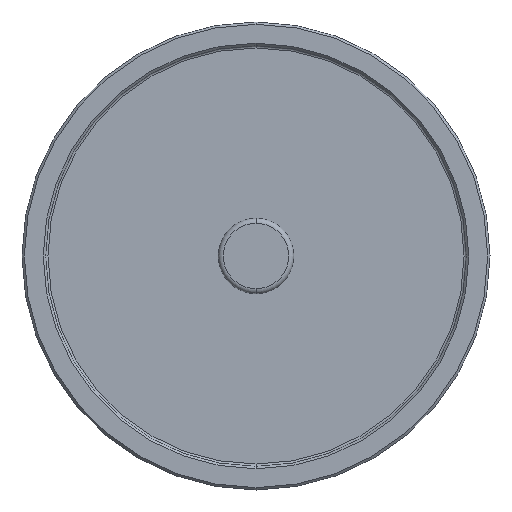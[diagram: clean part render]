
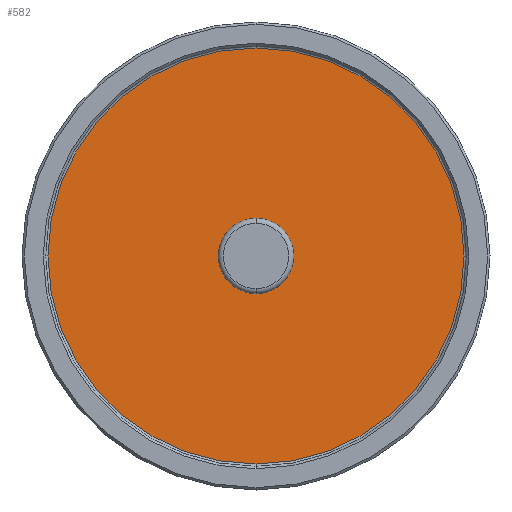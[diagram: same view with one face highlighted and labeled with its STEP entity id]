
A CAD part, front view. The second image highlights one B-rep face of the part: STEP entity #582.
In plain terms, the highlighted planar face has unit normal (0, -1, 0).
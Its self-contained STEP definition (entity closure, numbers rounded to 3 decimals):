
#21 = VERTEX_POINT ( 'NONE', #340 ) ;
#25 = EDGE_CURVE ( 'NONE', #855, #77, #747, .T. ) ;
#77 = VERTEX_POINT ( 'NONE', #719 ) ;
#87 = DIRECTION ( 'NONE',  ( 0., 0., -1. ) ) ;
#90 = DIRECTION ( 'NONE',  ( 0., -1., 0. ) ) ;
#118 = CARTESIAN_POINT ( 'NONE',  ( 5., 5., 0. ) ) ;
#125 = DIRECTION ( 'NONE',  ( 0., 0., -1. ) ) ;
#127 = DIRECTION ( 'NONE',  ( 0., 1., 0. ) ) ;
#131 = CARTESIAN_POINT ( 'NONE',  ( 49.5, 5., 0. ) ) ;
#153 = ORIENTED_EDGE ( 'NONE', *, *, #860, .T. ) ;
#178 = PLANE ( 'NONE',  #794 ) ;
#193 = DIRECTION ( 'NONE',  ( 0., 0., -1. ) ) ;
#196 = DIRECTION ( 'NONE',  ( 0., -1., 0. ) ) ;
#204 = CARTESIAN_POINT ( 'NONE',  ( 49.5, 5., 0. ) ) ;
#252 = CARTESIAN_POINT ( 'NONE',  ( 49.5, 5., -8. ) ) ;
#265 = CARTESIAN_POINT ( 'NONE',  ( 49.5, 5., 44. ) ) ;
#293 = EDGE_CURVE ( 'NONE', #448, #21, #627, .T. ) ;
#340 = CARTESIAN_POINT ( 'NONE',  ( 49.5, 5., 8. ) ) ;
#357 = CIRCLE ( 'NONE', #658, 44. ) ;
#381 = EDGE_LOOP ( 'NONE', ( #888, #573 ) ) ;
#416 = CARTESIAN_POINT ( 'NONE',  ( 49.5, 5., 0. ) ) ;
#417 = DIRECTION ( 'NONE',  ( 0., 1., 0. ) ) ;
#422 = DIRECTION ( 'NONE',  ( 0., 0., -1. ) ) ;
#448 = VERTEX_POINT ( 'NONE', #252 ) ;
#459 = ORIENTED_EDGE ( 'NONE', *, *, #25, .T. ) ;
#491 = DIRECTION ( 'NONE',  ( 0., 0., -1. ) ) ;
#501 = AXIS2_PLACEMENT_3D ( 'NONE', #513, #939, #491 ) ;
#513 = CARTESIAN_POINT ( 'NONE',  ( 49.5, 5., 0. ) ) ;
#569 = AXIS2_PLACEMENT_3D ( 'NONE', #416, #417, #422 ) ;
#573 = ORIENTED_EDGE ( 'NONE', *, *, #878, .T. ) ;
#582 = ADVANCED_FACE ( 'NONE', ( #787, #628 ), #178, .T. ) ;
#627 = CIRCLE ( 'NONE', #569, 8. ) ;
#628 = FACE_BOUND ( 'NONE', #381, .T. ) ;
#651 = EDGE_LOOP ( 'NONE', ( #153, #459 ) ) ;
#658 = AXIS2_PLACEMENT_3D ( 'NONE', #204, #196, #193 ) ;
#719 = CARTESIAN_POINT ( 'NONE',  ( 49.5, 5., -44. ) ) ;
#747 = CIRCLE ( 'NONE', #501, 44. ) ;
#787 = FACE_OUTER_BOUND ( 'NONE', #651, .T. ) ;
#794 = AXIS2_PLACEMENT_3D ( 'NONE', #118, #90, #87 ) ;
#801 = CIRCLE ( 'NONE', #818, 8. ) ;
#818 = AXIS2_PLACEMENT_3D ( 'NONE', #131, #127, #125 ) ;
#855 = VERTEX_POINT ( 'NONE', #265 ) ;
#860 = EDGE_CURVE ( 'NONE', #77, #855, #357, .T. ) ;
#878 = EDGE_CURVE ( 'NONE', #21, #448, #801, .T. ) ;
#888 = ORIENTED_EDGE ( 'NONE', *, *, #293, .T. ) ;
#939 = DIRECTION ( 'NONE',  ( 0., -1., 0. ) ) ;
